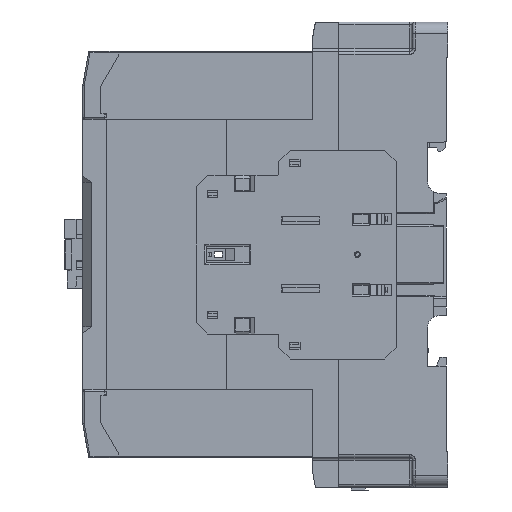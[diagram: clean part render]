
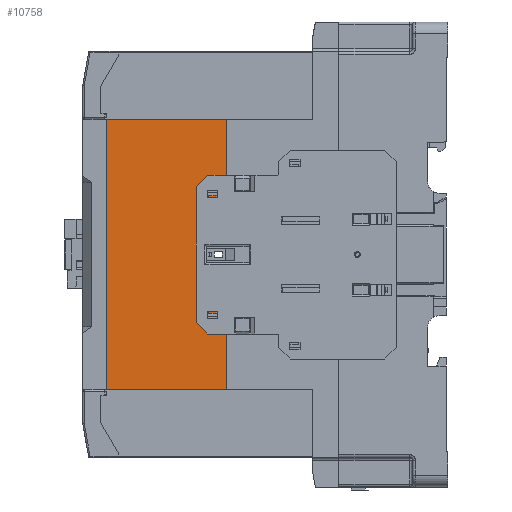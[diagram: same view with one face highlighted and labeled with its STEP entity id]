
A CAD part, left-side view. The second image highlights one B-rep face of the part: STEP entity #10758.
In plain terms, the highlighted planar face has unit normal (-1, 0, 0).
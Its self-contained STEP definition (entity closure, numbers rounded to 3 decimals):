
#472=DIRECTION('',(0.,0.,1.));
#473=VECTOR('',#472,92.);
#474=CARTESIAN_POINT('',(-47.5,70.,-46.));
#475=LINE('',#474,#473);
#584=DIRECTION('',(0.,0.,-1.));
#585=VECTOR('',#584,22.5);
#586=CARTESIAN_POINT('',(-47.5,37.5,11.25));
#587=LINE('',#586,#585);
#588=DIRECTION('',(0.,-0.996,-0.089));
#589=VECTOR('',#588,8.433);
#590=CARTESIAN_POINT('',(-47.5,37.5,-11.25));
#591=LINE('',#590,#589);
#592=DIRECTION('',(0.,0.,-1.));
#593=VECTOR('',#592,34.);
#594=CARTESIAN_POINT('',(-47.5,29.1,-12.));
#595=LINE('',#594,#593);
#596=DIRECTION('',(0.,-1.,0.));
#597=VECTOR('',#596,40.9);
#598=CARTESIAN_POINT('',(-47.5,70.,-46.));
#599=LINE('',#598,#597);
#600=DIRECTION('',(0.,0.,-1.));
#601=VECTOR('',#600,34.);
#602=CARTESIAN_POINT('',(-47.5,29.1,46.));
#603=LINE('',#602,#601);
#604=DIRECTION('',(0.,0.996,-0.089));
#605=VECTOR('',#604,8.433);
#606=CARTESIAN_POINT('',(-47.5,29.1,12.));
#607=LINE('',#606,#605);
#772=DIRECTION('',(0.,-1.,0.));
#773=VECTOR('',#772,40.9);
#774=CARTESIAN_POINT('',(-47.5,70.,46.));
#775=LINE('',#774,#773);
#7736=CARTESIAN_POINT('',(-47.5,70.,-46.));
#7737=CARTESIAN_POINT('',(-47.5,70.,46.));
#7738=VERTEX_POINT('',#7736);
#7739=VERTEX_POINT('',#7737);
#7840=CARTESIAN_POINT('',(-47.5,29.1,46.));
#7842=VERTEX_POINT('',#7840);
#7864=CARTESIAN_POINT('',(-47.5,29.1,-46.));
#7865=VERTEX_POINT('',#7864);
#8088=CARTESIAN_POINT('',(-47.5,37.5,-11.25));
#8089=CARTESIAN_POINT('',(-47.5,37.5,11.25));
#8090=VERTEX_POINT('',#8088);
#8091=VERTEX_POINT('',#8089);
#8096=CARTESIAN_POINT('',(-47.5,29.1,-12.));
#8097=VERTEX_POINT('',#8096);
#8098=CARTESIAN_POINT('',(-47.5,29.1,12.));
#8099=VERTEX_POINT('',#8098);
#10736=CARTESIAN_POINT('',(-47.5,70.,-46.));
#10737=DIRECTION('',(-1.,0.,0.));
#10738=DIRECTION('',(0.,0.,1.));
#10739=AXIS2_PLACEMENT_3D('',#10736,#10737,#10738);
#10740=PLANE('',#10739);
#10742=ORIENTED_EDGE('',*,*,#10741,.T.);
#10744=ORIENTED_EDGE('',*,*,#10743,.T.);
#10746=ORIENTED_EDGE('',*,*,#10745,.T.);
#10748=ORIENTED_EDGE('',*,*,#10747,.F.);
#10749=ORIENTED_EDGE('',*,*,#10507,.T.);
#10751=ORIENTED_EDGE('',*,*,#10750,.T.);
#10753=ORIENTED_EDGE('',*,*,#10752,.T.);
#10755=ORIENTED_EDGE('',*,*,#10754,.T.);
#10756=EDGE_LOOP('',(#10742,#10744,#10746,#10748,#10749,#10751,#10753,#10755));
#10757=FACE_OUTER_BOUND('',#10756,.F.);
#10758=ADVANCED_FACE('',(#10757),#10740,.T.);
#10507=EDGE_CURVE('',#7738,#7739,#475,.T.);
#10741=EDGE_CURVE('',#8091,#8090,#587,.T.);
#10743=EDGE_CURVE('',#8090,#8097,#591,.T.);
#10745=EDGE_CURVE('',#8097,#7865,#595,.T.);
#10747=EDGE_CURVE('',#7738,#7865,#599,.T.);
#10750=EDGE_CURVE('',#7739,#7842,#775,.T.);
#10752=EDGE_CURVE('',#7842,#8099,#603,.T.);
#10754=EDGE_CURVE('',#8099,#8091,#607,.T.);
